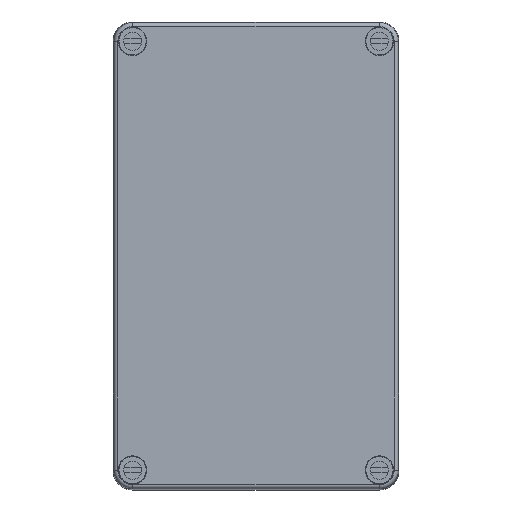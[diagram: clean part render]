
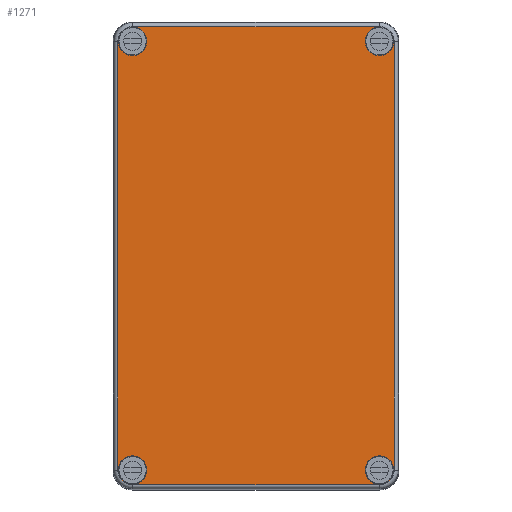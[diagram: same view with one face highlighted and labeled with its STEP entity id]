
A CAD part, top view. The second image highlights one B-rep face of the part: STEP entity #1271.
In plain terms, the highlighted planar face has unit normal (0, 0, 1).
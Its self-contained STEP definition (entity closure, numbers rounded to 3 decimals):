
#1271 = ADVANCED_FACE( '', ( #2883, #2884, #2885, #2886, #2887 ), #2888, .F. );
#2883 = FACE_BOUND( '', #4880, .T. );
#2884 = FACE_BOUND( '', #4881, .T. );
#2885 = FACE_BOUND( '', #4882, .T. );
#2886 = FACE_BOUND( '', #4883, .T. );
#2887 = FACE_OUTER_BOUND( '', #4884, .T. );
#2888 = PLANE( '', #4885 );
#4880 = EDGE_LOOP( '', ( #8300 ) );
#4881 = EDGE_LOOP( '', ( #8301 ) );
#4882 = EDGE_LOOP( '', ( #8302 ) );
#4883 = EDGE_LOOP( '', ( #8303 ) );
#4884 = EDGE_LOOP( '', ( #8304, #8305, #8306, #8307, #8308, #8309, #8310, #8311 ) );
#4885 = AXIS2_PLACEMENT_3D( '', #8312, #8313, #8314 );
#8300 = ORIENTED_EDGE( '', *, *, #12274, .F. );
#8301 = ORIENTED_EDGE( '', *, *, #12275, .F. );
#8302 = ORIENTED_EDGE( '', *, *, #12276, .F. );
#8303 = ORIENTED_EDGE( '', *, *, #11160, .F. );
#8304 = ORIENTED_EDGE( '', *, *, #11921, .T. );
#8305 = ORIENTED_EDGE( '', *, *, #11370, .F. );
#8306 = ORIENTED_EDGE( '', *, *, #12277, .T. );
#8307 = ORIENTED_EDGE( '', *, *, #12252, .T. );
#8308 = ORIENTED_EDGE( '', *, *, #12278, .F. );
#8309 = ORIENTED_EDGE( '', *, *, #12279, .T. );
#8310 = ORIENTED_EDGE( '', *, *, #12280, .F. );
#8311 = ORIENTED_EDGE( '', *, *, #12281, .F. );
#8312 = CARTESIAN_POINT( '', ( -53.173, 82.5, 39. ) );
#8313 = DIRECTION( '', ( 0., 0., -1. ) );
#8314 = DIRECTION( '', ( -1., 0., 0. ) );
#11160 = EDGE_CURVE( '', #13217, #13217, #13218, .T. );
#11370 = EDGE_CURVE( '', #13583, #13578, #13585, .T. );
#11921 = EDGE_CURVE( '', #14486, #13578, #14487, .T. );
#12252 = EDGE_CURVE( '', #14970, #14968, #14971, .T. );
#12274 = EDGE_CURVE( '', #14998, #14998, #14999, .T. );
#12275 = EDGE_CURVE( '', #15000, #15000, #15001, .T. );
#12276 = EDGE_CURVE( '', #15002, #15002, #15003, .T. );
#12277 = EDGE_CURVE( '', #13583, #14970, #15004, .T. );
#12278 = EDGE_CURVE( '', #15005, #14968, #15006, .T. );
#12279 = EDGE_CURVE( '', #15005, #15007, #15008, .T. );
#12280 = EDGE_CURVE( '', #15009, #15007, #15010, .T. );
#12281 = EDGE_CURVE( '', #14486, #15009, #15011, .T. );
#13217 = VERTEX_POINT( '', #16186 );
#13218 = CIRCLE( '', #16187, 5.5 );
#13578 = VERTEX_POINT( '', #16708 );
#13583 = VERTEX_POINT( '', #16714 );
#13585 = LINE( '', #16716, #16717 );
#14486 = VERTEX_POINT( '', #17960 );
#14487 = CIRCLE( '', #17961, 5.673 );
#14968 = VERTEX_POINT( '', #18630 );
#14970 = VERTEX_POINT( '', #18632 );
#14971 = LINE( '', #18633, #18634 );
#14998 = VERTEX_POINT( '', #18673 );
#14999 = CIRCLE( '', #18674, 5.5 );
#15000 = VERTEX_POINT( '', #18675 );
#15001 = CIRCLE( '', #18676, 5.5 );
#15002 = VERTEX_POINT( '', #18677 );
#15003 = CIRCLE( '', #18678, 5.5 );
#15004 = CIRCLE( '', #18679, 5.673 );
#15005 = VERTEX_POINT( '', #18680 );
#15006 = CIRCLE( '', #18681, 5.673 );
#15007 = VERTEX_POINT( '', #18682 );
#15008 = LINE( '', #18683, #18684 );
#15009 = VERTEX_POINT( '', #18685 );
#15010 = CIRCLE( '', #18686, 5.673 );
#15011 = LINE( '', #18687, #18688 );
#16186 = CARTESIAN_POINT( '', ( 53., 82.5, 39. ) );
#16187 = AXIS2_PLACEMENT_3D( '', #19979, #19980, #19981 );
#16708 = CARTESIAN_POINT( '', ( 53.173, -82.5, 39. ) );
#16714 = CARTESIAN_POINT( '', ( 53.173, 82.5, 39. ) );
#16716 = CARTESIAN_POINT( '', ( 53.173, 82.5, 39. ) );
#16717 = VECTOR( '', #20255, 1000. );
#17960 = CARTESIAN_POINT( '', ( 47.5, -88.173, 39. ) );
#17961 = AXIS2_PLACEMENT_3D( '', #20972, #20973, #20974 );
#18630 = CARTESIAN_POINT( '', ( -47.5, 88.173, 39. ) );
#18632 = CARTESIAN_POINT( '', ( 47.5, 88.173, 39. ) );
#18633 = CARTESIAN_POINT( '', ( 47.5, 88.173, 39. ) );
#18634 = VECTOR( '', #21367, 1000. );
#18673 = CARTESIAN_POINT( '', ( -42., -82.5, 39. ) );
#18674 = AXIS2_PLACEMENT_3D( '', #21389, #21390, #21391 );
#18675 = CARTESIAN_POINT( '', ( 53., -82.5, 39. ) );
#18676 = AXIS2_PLACEMENT_3D( '', #21392, #21393, #21394 );
#18677 = CARTESIAN_POINT( '', ( -42., 82.5, 39. ) );
#18678 = AXIS2_PLACEMENT_3D( '', #21395, #21396, #21397 );
#18679 = AXIS2_PLACEMENT_3D( '', #21398, #21399, #21400 );
#18680 = CARTESIAN_POINT( '', ( -53.173, 82.5, 39. ) );
#18681 = AXIS2_PLACEMENT_3D( '', #21401, #21402, #21403 );
#18682 = CARTESIAN_POINT( '', ( -53.173, -82.5, 39. ) );
#18683 = CARTESIAN_POINT( '', ( -53.173, 82.5, 39. ) );
#18684 = VECTOR( '', #21404, 1000. );
#18685 = CARTESIAN_POINT( '', ( -47.5, -88.173, 39. ) );
#18686 = AXIS2_PLACEMENT_3D( '', #21405, #21406, #21407 );
#18687 = CARTESIAN_POINT( '', ( 47.5, -88.173, 39. ) );
#18688 = VECTOR( '', #21408, 1000. );
#19979 = CARTESIAN_POINT( '', ( 47.5, 82.5, 39. ) );
#19980 = DIRECTION( '', ( 0., 0., 1. ) );
#19981 = DIRECTION( '', ( 1., 0., 0. ) );
#20255 = DIRECTION( '', ( 0., -1., 0. ) );
#20972 = CARTESIAN_POINT( '', ( 47.5, -82.5, 39. ) );
#20973 = DIRECTION( '', ( 0., 0., 1. ) );
#20974 = DIRECTION( '', ( 1., 0., 0. ) );
#21367 = DIRECTION( '', ( -1., 0., 0. ) );
#21389 = CARTESIAN_POINT( '', ( -47.5, -82.5, 39. ) );
#21390 = DIRECTION( '', ( 0., 0., 1. ) );
#21391 = DIRECTION( '', ( 1., 0., 0. ) );
#21392 = CARTESIAN_POINT( '', ( 47.5, -82.5, 39. ) );
#21393 = DIRECTION( '', ( 0., 0., 1. ) );
#21394 = DIRECTION( '', ( 1., 0., 0. ) );
#21395 = CARTESIAN_POINT( '', ( -47.5, 82.5, 39. ) );
#21396 = DIRECTION( '', ( 0., 0., 1. ) );
#21397 = DIRECTION( '', ( 1., 0., 0. ) );
#21398 = CARTESIAN_POINT( '', ( 47.5, 82.5, 39. ) );
#21399 = DIRECTION( '', ( 0., 0., 1. ) );
#21400 = DIRECTION( '', ( 1., 0., 0. ) );
#21401 = CARTESIAN_POINT( '', ( -47.5, 82.5, 39. ) );
#21402 = DIRECTION( '', ( 0., 0., -1. ) );
#21403 = DIRECTION( '', ( -1., 0., 0. ) );
#21404 = DIRECTION( '', ( 0., -1., 0. ) );
#21405 = CARTESIAN_POINT( '', ( -47.5, -82.5, 39. ) );
#21406 = DIRECTION( '', ( 0., 0., -1. ) );
#21407 = DIRECTION( '', ( -1., 0., 0. ) );
#21408 = DIRECTION( '', ( -1., 0., 0. ) );
